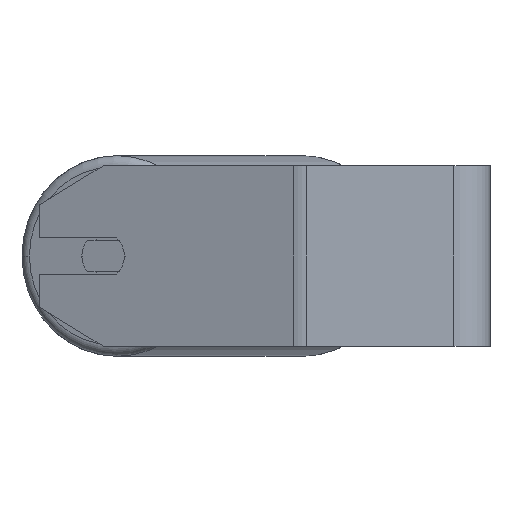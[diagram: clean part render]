
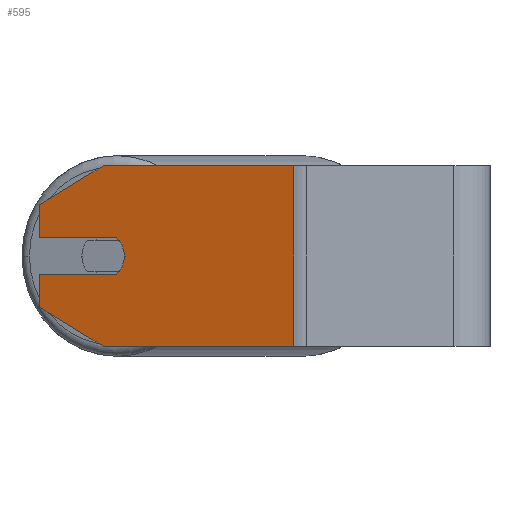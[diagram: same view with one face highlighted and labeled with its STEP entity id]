
A CAD part, left-side view. The second image highlights one B-rep face of the part: STEP entity #595.
In plain terms, the highlighted planar face has unit normal (-0.94, 0.342, 0).
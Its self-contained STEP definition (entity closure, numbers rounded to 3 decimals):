
#180 = ORIENTED_EDGE ( 'NONE', *, *, #7011, .T. ) ;
#233 = CARTESIAN_POINT ( 'NONE',  ( -257.965, 199.817, -8. ) ) ;
#238 = EDGE_CURVE ( 'NONE', #5598, #1351, #6094, .T. ) ;
#300 = CARTESIAN_POINT ( 'NONE',  ( -257.965, 199.817, 40. ) ) ;
#509 = VERTEX_POINT ( 'NONE', #5510 ) ;
#526 = VERTEX_POINT ( 'NONE', #536 ) ;
#536 = CARTESIAN_POINT ( 'NONE',  ( -257.965, 199.817, -22.679 ) ) ;
#595 = ADVANCED_FACE ( 'NONE', ( #1168 ), #5905, .F. ) ;
#658 = EDGE_CURVE ( 'NONE', #509, #5598, #6818, .T. ) ;
#793 = LINE ( 'NONE', #4011, #3552 ) ;
#918 = CARTESIAN_POINT ( 'NONE',  ( -270.278, 165.988, 8. ) ) ;
#943 = ORIENTED_EDGE ( 'NONE', *, *, #1156, .T. ) ;
#944 = LINE ( 'NONE', #233, #2455 ) ;
#1156 = EDGE_CURVE ( 'NONE', #4465, #2549, #4717, .T. ) ;
#1168 = FACE_OUTER_BOUND ( 'NONE', #6854, .T. ) ;
#1351 = VERTEX_POINT ( 'NONE', #6777 ) ;
#1377 = CARTESIAN_POINT ( 'NONE',  ( -257.965, 199.817, 22.679 ) ) ;
#1458 = EDGE_CURVE ( 'NONE', #5549, #1351, #793, .T. ) ;
#1489 = CARTESIAN_POINT ( 'NONE',  ( -268.225, 171.626, 0. ) ) ;
#1538 = CARTESIAN_POINT ( 'NONE',  ( -299.035, 86.977, -40. ) ) ;
#1598 = ORIENTED_EDGE ( 'NONE', *, *, #2332, .F. ) ;
#1973 = EDGE_CURVE ( 'NONE', #6388, #5549, #4141, .T. ) ;
#2031 = CARTESIAN_POINT ( 'NONE',  ( -257.965, 199.817, -40. ) ) ;
#2032 = DIRECTION ( 'NONE',  ( 0., 0., -1. ) ) ;
#2046 = CARTESIAN_POINT ( 'NONE',  ( -268.225, 171.626, 40. ) ) ;
#2084 = ORIENTED_EDGE ( 'NONE', *, *, #238, .F. ) ;
#2167 = AXIS2_PLACEMENT_3D ( 'NONE', #5688, #5648, #4554 ) ;
#2277 = VECTOR ( 'NONE', #4009, 1000. ) ;
#2332 = EDGE_CURVE ( 'NONE', #6388, #4690, #6283, .T. ) ;
#2455 = VECTOR ( 'NONE', #5072, 1000. ) ;
#2506 = ORIENTED_EDGE ( 'NONE', *, *, #3562, .T. ) ;
#2549 = VERTEX_POINT ( 'NONE', #1538 ) ;
#2647 = VECTOR ( 'NONE', #2032, 1000. ) ;
#2651 = VECTOR ( 'NONE', #4611, 1000. ) ;
#2724 = DIRECTION ( 'NONE',  ( 0.342, 0.94, 0. ) ) ;
#2805 = ORIENTED_EDGE ( 'NONE', *, *, #3628, .F. ) ;
#2852 = AXIS2_PLACEMENT_3D ( 'NONE', #7013, #5402, #2724 ) ;
#2947 = CARTESIAN_POINT ( 'NONE',  ( -257.965, 199.817, 8. ) ) ;
#2949 = DIRECTION ( 'NONE',  ( 0., 0., -1. ) ) ;
#2998 = AXIS2_PLACEMENT_3D ( 'NONE', #1489, #3157, #4288 ) ;
#3130 = VERTEX_POINT ( 'NONE', #3395 ) ;
#3157 = DIRECTION ( 'NONE',  ( -0.94, 0.342, 0. ) ) ;
#3237 = CARTESIAN_POINT ( 'NONE',  ( -299.035, 86.977, 40. ) ) ;
#3395 = CARTESIAN_POINT ( 'NONE',  ( -270.278, 165.988, -8. ) ) ;
#3523 = CARTESIAN_POINT ( 'NONE',  ( -257.965, 199.817, 40. ) ) ;
#3552 = VECTOR ( 'NONE', #2949, 1000. ) ;
#3562 = EDGE_CURVE ( 'NONE', #4746, #526, #6217, .T. ) ;
#3628 = EDGE_CURVE ( 'NONE', #4690, #2549, #3732, .T. ) ;
#3677 = CARTESIAN_POINT ( 'NONE',  ( -257.965, 199.817, 22.679 ) ) ;
#3731 = DIRECTION ( 'NONE',  ( -0.342, -0.94, 0. ) ) ;
#3732 = LINE ( 'NONE', #3237, #2647 ) ;
#3992 = VECTOR ( 'NONE', #3731, 1000. ) ;
#4003 = VECTOR ( 'NONE', #5170, 1000. ) ;
#4009 = DIRECTION ( 'NONE',  ( 0.342, 0.94, 0. ) ) ;
#4011 = CARTESIAN_POINT ( 'NONE',  ( -257.965, 199.817, 40. ) ) ;
#4025 = EDGE_CURVE ( 'NONE', #3130, #509, #6158, .T. ) ;
#4141 = LINE ( 'NONE', #3677, #6720 ) ;
#4288 = DIRECTION ( 'NONE',  ( -0.342, -0.94, 0. ) ) ;
#4465 = VERTEX_POINT ( 'NONE', #6040 ) ;
#4554 = DIRECTION ( 'NONE',  ( -0.342, -0.94, 0. ) ) ;
#4611 = DIRECTION ( 'NONE',  ( 0., 0., -1. ) ) ;
#4638 = DIRECTION ( 'NONE',  ( -0.296, -0.814, -0.5 ) ) ;
#4688 = CARTESIAN_POINT ( 'NONE',  ( -257.965, 199.817, -8. ) ) ;
#4690 = VERTEX_POINT ( 'NONE', #5537 ) ;
#4717 = LINE ( 'NONE', #2031, #3992 ) ;
#4746 = VERTEX_POINT ( 'NONE', #4688 ) ;
#5072 = DIRECTION ( 'NONE',  ( -0.342, -0.94, 0. ) ) ;
#5170 = DIRECTION ( 'NONE',  ( -0.342, -0.94, 0. ) ) ;
#5204 = LINE ( 'NONE', #5670, #6072 ) ;
#5296 = ORIENTED_EDGE ( 'NONE', *, *, #1973, .T. ) ;
#5402 = DIRECTION ( 'NONE',  ( 0.94, -0.342, 0. ) ) ;
#5510 = CARTESIAN_POINT ( 'NONE',  ( -271.646, 162.229, 0. ) ) ;
#5537 = CARTESIAN_POINT ( 'NONE',  ( -299.035, 86.977, 40. ) ) ;
#5549 = VERTEX_POINT ( 'NONE', #1377 ) ;
#5598 = VERTEX_POINT ( 'NONE', #918 ) ;
#5648 = DIRECTION ( 'NONE',  ( -0.94, 0.342, 0. ) ) ;
#5670 = CARTESIAN_POINT ( 'NONE',  ( -268.225, 171.626, -40. ) ) ;
#5688 = CARTESIAN_POINT ( 'NONE',  ( -268.225, 171.626, 0. ) ) ;
#5869 = ORIENTED_EDGE ( 'NONE', *, *, #6655, .F. ) ;
#5905 = PLANE ( 'NONE',  #2852 ) ;
#6031 = ORIENTED_EDGE ( 'NONE', *, *, #658, .F. ) ;
#6040 = CARTESIAN_POINT ( 'NONE',  ( -268.225, 171.626, -40. ) ) ;
#6072 = VECTOR ( 'NONE', #4638, 1000. ) ;
#6094 = LINE ( 'NONE', #2947, #2277 ) ;
#6158 = CIRCLE ( 'NONE', #2998, 10. ) ;
#6217 = LINE ( 'NONE', #3523, #2651 ) ;
#6283 = LINE ( 'NONE', #300, #4003 ) ;
#6296 = DIRECTION ( 'NONE',  ( 0.296, 0.814, -0.5 ) ) ;
#6388 = VERTEX_POINT ( 'NONE', #2046 ) ;
#6583 = ORIENTED_EDGE ( 'NONE', *, *, #1458, .T. ) ;
#6655 = EDGE_CURVE ( 'NONE', #4746, #3130, #944, .T. ) ;
#6720 = VECTOR ( 'NONE', #6296, 1000. ) ;
#6757 = ORIENTED_EDGE ( 'NONE', *, *, #4025, .F. ) ;
#6777 = CARTESIAN_POINT ( 'NONE',  ( -257.965, 199.817, 8. ) ) ;
#6818 = CIRCLE ( 'NONE', #2167, 10. ) ;
#6854 = EDGE_LOOP ( 'NONE', ( #6757, #5869, #2506, #180, #943, #2805, #1598, #5296, #6583, #2084, #6031 ) ) ;
#7011 = EDGE_CURVE ( 'NONE', #526, #4465, #5204, .T. ) ;
#7013 = CARTESIAN_POINT ( 'NONE',  ( -257.965, 199.817, 40. ) ) ;
